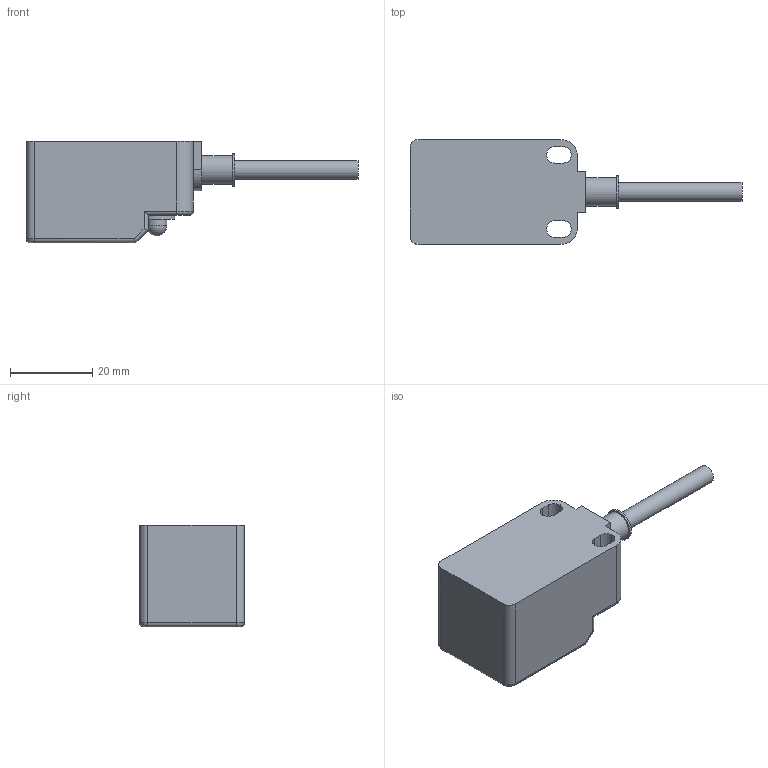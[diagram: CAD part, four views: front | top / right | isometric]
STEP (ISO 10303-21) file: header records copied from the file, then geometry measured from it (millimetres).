
FILE_DESCRIPTION(/* description */ (''),/* implementation_level */ '2;1');
FILE_NAME(/* name */ '211214-1.stp',/* time_stamp */ '2021-12-14T16:31:23+08:00',/* author */ (''),/* organization */ (''),/* preprocessor_version */ 'ST-DEVELOPER v11',/* originating_system */ 'SIEMENS UGS NX 6.0',/* authorisation */ '');
FILE_SCHEMA (('CONFIG_CONTROL_DESIGN'));
Length unit declared in the file: millimetre
Products named in the file (1): Admi866C37vk
Bounding box: 80.7 x 25.5 x 24.7 mm (x, y, z)
Volume: 23816.4 mm3; surface area: 6239.9 mm2
Topology: 1 solids, 1 shells, 51 faces, 126 edges, 80 vertices
Faces by surface type: cylinder 25, plane 21, torus 2, bspline 2, sphere 1
Full cylindrical faces by diameter (mm): 4.5 x1, 5 x1, 7 x1, 8 x1
Entity records: 1567 total; most frequent: CARTESIAN_POINT 275, DIRECTION 265, ORIENTED_EDGE 234, EDGE_CURVE 117, AXIS2_PLACEMENT_3D 98, VERTEX_POINT 76, LINE 69, VECTOR 69
